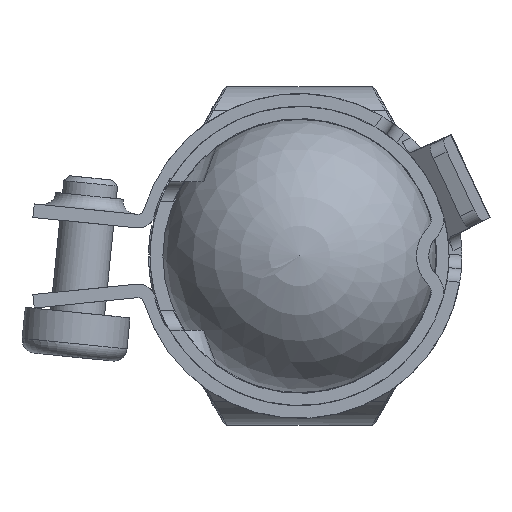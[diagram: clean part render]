
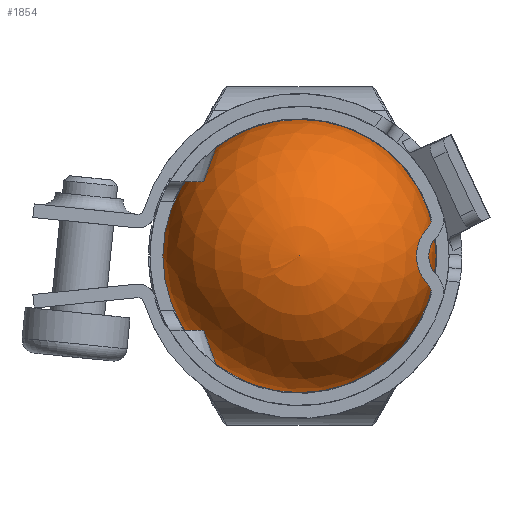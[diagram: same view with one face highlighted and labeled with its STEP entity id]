
A CAD part, left-side view. The second image highlights one B-rep face of the part: STEP entity #1854.
In plain terms, the highlighted spherical face has radius 10.1 mm.
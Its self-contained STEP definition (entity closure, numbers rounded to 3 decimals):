
#115=SPHERICAL_SURFACE('',#8007,10.1);
#1854=ADVANCED_FACE('',(#2453),#115,.T.);
#2453=FACE_OUTER_BOUND('',#2875,.T.);
#2875=EDGE_LOOP('',(#4476));
#3215=CIRCLE('',#8006,10.1);
#4476=ORIENTED_EDGE('',*,*,#6830,.F.);
#5914=VERTEX_POINT('',#13002);
#6830=EDGE_CURVE('',#5914,#5914,#3215,.T.);
#8006=AXIS2_PLACEMENT_3D('',#13001,#9269,#9270);
#8007=AXIS2_PLACEMENT_3D('',#13003,#9271,#9272);
#9269=DIRECTION('',(1.,0.,0.));
#9270=DIRECTION('',(0.,0.866,-0.5));
#9271=DIRECTION('',(1.,0.,0.));
#9272=DIRECTION('',(0.,0.866,-0.5));
#13001=CARTESIAN_POINT('',(10.1,0.,0.));
#13002=CARTESIAN_POINT('',(10.1,8.747,-5.05));
#13003=CARTESIAN_POINT('',(10.1,0.,0.));
